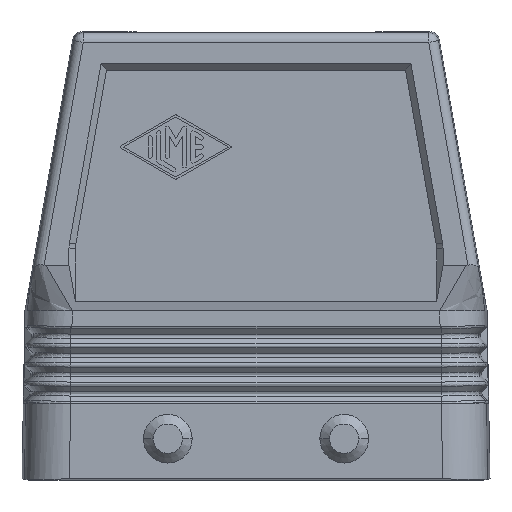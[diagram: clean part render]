
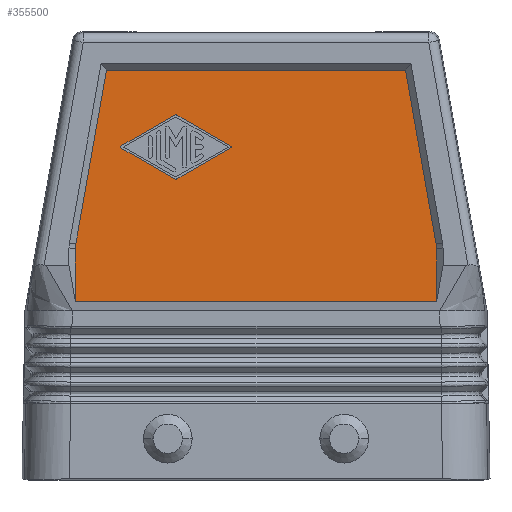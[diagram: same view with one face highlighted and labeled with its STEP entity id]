
A CAD part, left-side view. The second image highlights one B-rep face of the part: STEP entity #355500.
In plain terms, the highlighted planar face has unit normal (-1, 0, 0).
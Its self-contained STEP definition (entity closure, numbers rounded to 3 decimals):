
#179110=CARTESIAN_POINT('',(74.12,-0.695,
36.859));
#179120=VERTEX_POINT('',#179110);
#179300=CARTESIAN_POINT('',(74.12,-0.759,
36.123));
#179310=VERTEX_POINT('',#179300);
#179340=CARTESIAN_POINT('',(74.12,7.729,
35.752));
#179350=DIRECTION('',(1.,0.,0.));
#179360=DIRECTION('',(0.,0.996,-0.087));
#179370=AXIS2_PLACEMENT_3D('',#179340,#179350,#179360);
#179380=ELLIPSE('',#179370,8.504,6.002);
#179390=EDGE_CURVE('',#179120,#179310,#179380,.T.);
#201950=CARTESIAN_POINT('',(74.12,-0.759,
27.871));
#201960=VERTEX_POINT('',#201950);
#201990=CARTESIAN_POINT('',(74.12,-0.759,
34.229));
#202000=DIRECTION('',(0.,0.,1.));
#202010=VECTOR('',#202000,1.);
#202020=LINE('',#201990,#202010);
#202030=EDGE_CURVE('',#201960,#179310,#202020,.T.);
#258020=CARTESIAN_POINT('',(74.12,-1.158,
34.229));
#258030=DIRECTION('',(0.,0.174,0.985));
#258040=VECTOR('',#258030,1.);
#258050=LINE('',#258020,#258040);
#258060=CARTESIAN_POINT('',(74.12,4.087,
64.));
#258070=VERTEX_POINT('',#258060);
#258080=EDGE_CURVE('',#179120,#258070,#258050,.T.);
#274040=CARTESIAN_POINT('',(74.12,55.579,
36.129));
#274050=VERTEX_POINT('',#274040);
#274230=CARTESIAN_POINT('',(74.12,55.515,
36.865));
#274240=VERTEX_POINT('',#274230);
#274270=CARTESIAN_POINT('',(74.12,47.091,
35.758));
#274280=DIRECTION('',(1.,0.,0.));
#274290=DIRECTION('',(0.,0.996,0.087));
#274300=AXIS2_PLACEMENT_3D('',#274270,#274280,#274290);
#274310=ELLIPSE('',#274300,8.504,6.002);
#274320=EDGE_CURVE('',#274050,#274240,#274310,.T.);
#353380=CARTESIAN_POINT('',(74.12,25.163,
64.));
#353390=DIRECTION('',(0.,1.,0.));
#353400=VECTOR('',#353390,1.);
#353410=LINE('',#353380,#353400);
#353420=CARTESIAN_POINT('',(74.12,50.734,
64.));
#353430=VERTEX_POINT('',#353420);
#353440=EDGE_CURVE('',#258070,#353430,#353410,.T.);
#353740=CARTESIAN_POINT('',(74.12,55.979,
34.229));
#353750=DIRECTION('',(0.,-0.174,0.985));
#353760=VECTOR('',#353750,1.);
#353770=LINE('',#353740,#353760);
#353780=EDGE_CURVE('',#274240,#353430,#353770,.T.);
#354270=CARTESIAN_POINT('',(74.12,55.579,
34.229));
#354280=DIRECTION('',(0.,0.,1.));
#354290=VECTOR('',#354280,1.);
#354300=LINE('',#354270,#354290);
#354310=CARTESIAN_POINT('',(74.12,55.579,
27.871));
#354320=VERTEX_POINT('',#354310);
#354330=EDGE_CURVE('',#354320,#274050,#354300,.T.);
#354600=CARTESIAN_POINT('',(74.12,54.827,
50.993));
#354610=DIRECTION('',(1.,0.,0.));
#354620=DIRECTION('',(0.,1.,0.));
#354630=AXIS2_PLACEMENT_3D('',#354600,#354610,#354620);
#354640=PLANE('',#354630);
#354650=ORIENTED_EDGE('',*,*,#354330,.F.);
#354660=ORIENTED_EDGE('',*,*,#274320,.F.);
#354670=ORIENTED_EDGE('',*,*,#353780,.F.);
#354680=ORIENTED_EDGE('',*,*,#353440,.T.);
#354690=ORIENTED_EDGE('',*,*,#258080,.T.);
#354700=ORIENTED_EDGE('',*,*,#179390,.F.);
#354710=ORIENTED_EDGE('',*,*,#202030,.T.);
#354720=CARTESIAN_POINT('',(74.12,25.163,
27.871));
#354730=DIRECTION('',(0.,1.,0.));
#354740=VECTOR('',#354730,1.);
#354750=LINE('',#354720,#354740);
#354760=EDGE_CURVE('',#201960,#354320,#354750,.T.);
#354770=ORIENTED_EDGE('',*,*,#354760,.F.);
#354780=EDGE_LOOP('',(#354770,#354710,#354700,#354690,#354680,#354670,
#354660,#354650));
#354790=FACE_OUTER_BOUND('',#354780,.T.);
#354800=CARTESIAN_POINT('',(74.12,25.163,
65.477));
#354810=DIRECTION('',(0.,0.868,-0.496));
#354820=VECTOR('',#354810,1.);
#354830=LINE('',#354800,#354820);
#354840=CARTESIAN_POINT('',(74.12,40.071,
56.956));
#354850=VERTEX_POINT('',#354840);
#354860=CARTESIAN_POINT('',(74.12,48.487,
52.145));
#354870=VERTEX_POINT('',#354860);
#354880=EDGE_CURVE('',#354850,#354870,#354830,.T.);
#354890=ORIENTED_EDGE('',*,*,#354880,.F.);
#354900=CARTESIAN_POINT('',(74.12,48.405,52.));
#354910=DIRECTION('',(-1.,0.,0.));
#354920=DIRECTION('',(0.,-1.,0.));
#354930=AXIS2_PLACEMENT_3D('',#354900,#354910,#354920);
#354940=CIRCLE('',#354930,0.167);
#354950=CARTESIAN_POINT('',(74.12,48.487,
51.855));
#354960=VERTEX_POINT('',#354950);
#354970=EDGE_CURVE('',#354870,#354960,#354940,.T.);
#354980=ORIENTED_EDGE('',*,*,#354970,.F.);
#354990=CARTESIAN_POINT('',(74.12,25.163,
38.523));
#355000=DIRECTION('',(0.,-0.868,-0.496));
#355010=VECTOR('',#355000,1.);
#355020=LINE('',#354990,#355010);
#355030=CARTESIAN_POINT('',(74.12,40.071,
47.044));
#355040=VERTEX_POINT('',#355030);
#355050=EDGE_CURVE('',#354960,#355040,#355020,.T.);
#355060=ORIENTED_EDGE('',*,*,#355050,.F.);
#355070=CARTESIAN_POINT('',(74.12,39.906,47.334));
#355080=DIRECTION('',(-1.,0.,0.));
#355090=DIRECTION('',(0.,-1.,0.));
#355100=AXIS2_PLACEMENT_3D('',#355070,#355080,#355090);
#355110=CIRCLE('',#355100,0.333);
#355120=CARTESIAN_POINT('',(74.12,39.74,
47.044));
#355130=VERTEX_POINT('',#355120);
#355140=EDGE_CURVE('',#355040,#355130,#355110,.T.);
#355150=ORIENTED_EDGE('',*,*,#355140,.F.);
#355160=CARTESIAN_POINT('',(74.12,25.163,
55.377));
#355170=DIRECTION('',(0.,-0.868,0.496));
#355180=VECTOR('',#355170,1.);
#355190=LINE('',#355160,#355180);
#355200=CARTESIAN_POINT('',(74.12,31.324,
51.855));
#355210=VERTEX_POINT('',#355200);
#355220=EDGE_CURVE('',#355130,#355210,#355190,.T.);
#355230=ORIENTED_EDGE('',*,*,#355220,.F.);
#355240=CARTESIAN_POINT('',(74.12,31.407,52.));
#355250=DIRECTION('',(-1.,0.,0.));
#355260=DIRECTION('',(0.,-1.,0.));
#355270=AXIS2_PLACEMENT_3D('',#355240,#355250,#355260);
#355280=CIRCLE('',#355270,0.167);
#355290=CARTESIAN_POINT('',(74.12,31.324,
52.145));
#355300=VERTEX_POINT('',#355290);
#355310=EDGE_CURVE('',#355210,#355300,#355280,.T.);
#355320=ORIENTED_EDGE('',*,*,#355310,.F.);
#355330=CARTESIAN_POINT('',(74.12,25.163,
48.623));
#355340=DIRECTION('',(0.,0.868,0.496));
#355350=VECTOR('',#355340,1.);
#355360=LINE('',#355330,#355350);
#355370=CARTESIAN_POINT('',(74.12,39.74,
56.956));
#355380=VERTEX_POINT('',#355370);
#355390=EDGE_CURVE('',#355300,#355380,#355360,.T.);
#355400=ORIENTED_EDGE('',*,*,#355390,.F.);
#355410=CARTESIAN_POINT('',(74.12,39.906,56.666));
#355420=DIRECTION('',(-1.,0.,0.));
#355430=DIRECTION('',(0.,-1.,0.));
#355440=AXIS2_PLACEMENT_3D('',#355410,#355420,#355430);
#355450=CIRCLE('',#355440,0.333);
#355460=EDGE_CURVE('',#355380,#354850,#355450,.T.);
#355470=ORIENTED_EDGE('',*,*,#355460,.F.);
#355480=EDGE_LOOP('',(#355470,#355400,#355320,#355230,#355150,#355060,
#354980,#354890));
#355490=FACE_BOUND('',#355480,.T.);
#355500=ADVANCED_FACE('',(#354790,#355490),#354640,.F.);
